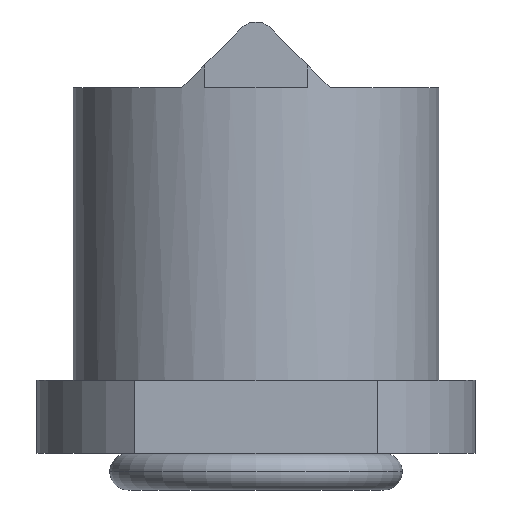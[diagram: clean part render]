
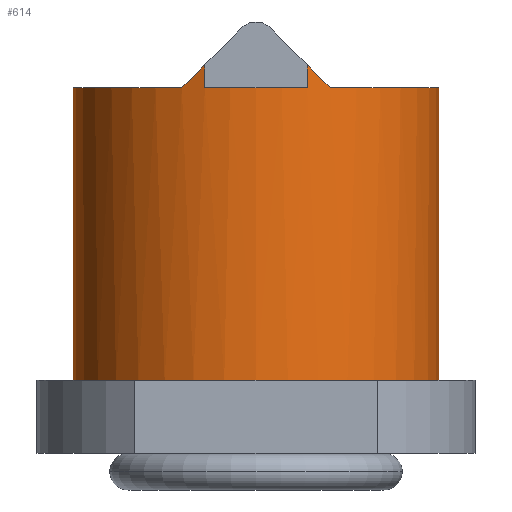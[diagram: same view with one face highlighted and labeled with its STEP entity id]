
A CAD part, front view. The second image highlights one B-rep face of the part: STEP entity #614.
In plain terms, the highlighted cylindrical face has radius 5 mm (diameter 10 mm), a partial arc.
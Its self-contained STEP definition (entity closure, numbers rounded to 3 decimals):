
#4 = CIRCLE ( 'NONE', #1210, 5. ) ;
#14 = LINE ( 'NONE', #967, #748 ) ;
#17 = DIRECTION ( 'NONE',  ( 0., 0., -1. ) ) ;
#20 = CARTESIAN_POINT ( 'NONE',  ( 2.028, -4.57, 0. ) ) ;
#36 = DIRECTION ( 'NONE',  ( -1., 0., 0. ) ) ;
#37 = EDGE_CURVE ( 'NONE', #1040, #331, #965, .T. ) ;
#47 = CARTESIAN_POINT ( 'NONE',  ( 1.4, -4.8, -1. ) ) ;
#74 = DIRECTION ( 'NONE',  ( 0., 0., -1. ) ) ;
#93 = CARTESIAN_POINT ( 'NONE',  ( -1.4, -4.8, 0. ) ) ;
#118 = VERTEX_POINT ( 'NONE', #637 ) ;
#125 = DIRECTION ( 'NONE',  ( 0., 0., 1. ) ) ;
#165 = EDGE_CURVE ( 'NONE', #1153, #645, #708, .T. ) ;
#167 = CARTESIAN_POINT ( 'NONE',  ( -1.824, -4.661, 0.204 ) ) ;
#171 = CARTESIAN_POINT ( 'NONE',  ( 5., 0., -8. ) ) ;
#184 = EDGE_CURVE ( 'NONE', #1016, #1245, #515, .T. ) ;
#228 = DIRECTION ( 'NONE',  ( -1., 0., 0. ) ) ;
#241 = EDGE_LOOP ( 'NONE', ( #545, #609, #589, #1261, #271, #1315, #372, #307, #845, #1267, #793 ) ) ;
#267 = DIRECTION ( 'NONE',  ( 0., 0., -1. ) ) ;
#271 = ORIENTED_EDGE ( 'NONE', *, *, #1457, .T. ) ;
#294 = CARTESIAN_POINT ( 'NONE',  ( 0., 0., 0. ) ) ;
#307 = ORIENTED_EDGE ( 'NONE', *, *, #1204, .T. ) ;
#316 = DIRECTION ( 'NONE',  ( 0., 0., -1. ) ) ;
#324 = EDGE_CURVE ( 'NONE', #951, #331, #1418, .T. ) ;
#331 = VERTEX_POINT ( 'NONE', #467 ) ;
#347 = CARTESIAN_POINT ( 'NONE',  ( 1.4, -4.8, 0. ) ) ;
#372 = ORIENTED_EDGE ( 'NONE', *, *, #1407, .F. ) ;
#379 = CARTESIAN_POINT ( 'NONE',  ( 0., 0., -8. ) ) ;
#398 = DIRECTION ( 'NONE',  ( -1., 0., 0. ) ) ;
#451 = EDGE_CURVE ( 'NONE', #1016, #1421, #14, .T. ) ;
#462 = DIRECTION ( 'NONE',  ( 0., 0., -1. ) ) ;
#467 = CARTESIAN_POINT ( 'NONE',  ( -5., 0., -8. ) ) ;
#508 = VERTEX_POINT ( 'NONE', #93 ) ;
#515 = CIRCLE ( 'NONE', #913, 5. ) ;
#516 = EDGE_CURVE ( 'NONE', #1153, #1245, #1065, .T. ) ;
#545 = ORIENTED_EDGE ( 'NONE', *, *, #451, .F. ) ;
#558 = CARTESIAN_POINT ( 'NONE',  ( -5., 0., -1. ) ) ;
#571 = CARTESIAN_POINT ( 'NONE',  ( -1.4, -4.8, -1. ) ) ;
#589 = ORIENTED_EDGE ( 'NONE', *, *, #516, .F. ) ;
#606 = AXIS2_PLACEMENT_3D ( 'NONE', #294, #1077, #398 ) ;
#609 = ORIENTED_EDGE ( 'NONE', *, *, #184, .T. ) ;
#613 = CARTESIAN_POINT ( 'NONE',  ( -1.4, -4.8, 0.628 ) ) ;
#614 = ADVANCED_FACE ( 'NONE', ( #762 ), #663, .T. ) ;
#633 = CARTESIAN_POINT ( 'NONE',  ( 0., -5., -8. ) ) ;
#637 = CARTESIAN_POINT ( 'NONE',  ( -1.4, -4.8, 0.628 ) ) ;
#640 = CARTESIAN_POINT ( 'NONE',  ( 1.614, -4.737, 0.414 ) ) ;
#645 = VERTEX_POINT ( 'NONE', #347 ) ;
#660 = VECTOR ( 'NONE', #316, 1000. ) ;
#663 = CYLINDRICAL_SURFACE ( 'NONE', #838, 5. ) ;
#683 = CARTESIAN_POINT ( 'NONE',  ( 0., 0., 0. ) ) ;
#690 = CARTESIAN_POINT ( 'NONE',  ( -2.028, -4.57, 0. ) ) ;
#702 = DIRECTION ( 'NONE',  ( 0., 0., -1. ) ) ;
#708 = LINE ( 'NONE', #47, #660 ) ;
#748 = VECTOR ( 'NONE', #74, 1000. ) ;
#762 = FACE_OUTER_BOUND ( 'NONE', #241, .T. ) ;
#776 = CARTESIAN_POINT ( 'NONE',  ( -5., 0., 0. ) ) ;
#793 = ORIENTED_EDGE ( 'NONE', *, *, #1304, .F. ) ;
#813 = DIRECTION ( 'NONE',  ( -1., 0., 0. ) ) ;
#821 = VECTOR ( 'NONE', #125, 1000. ) ;
#838 = AXIS2_PLACEMENT_3D ( 'NONE', #1353, #1006, #1252 ) ;
#845 = ORIENTED_EDGE ( 'NONE', *, *, #37, .T. ) ;
#913 = AXIS2_PLACEMENT_3D ( 'NONE', #928, #1401, #1180 ) ;
#928 = CARTESIAN_POINT ( 'NONE',  ( 0., 0., 0. ) ) ;
#951 = VERTEX_POINT ( 'NONE', #633 ) ;
#953 = CARTESIAN_POINT ( 'NONE',  ( -2.028, -4.57, 0. ) ) ;
#965 = LINE ( 'NONE', #558, #1328 ) ;
#967 = CARTESIAN_POINT ( 'NONE',  ( 5., 0., -1. ) ) ;
#1006 = DIRECTION ( 'NONE',  ( 0., 0., -1. ) ) ;
#1016 = VERTEX_POINT ( 'NONE', #1444 ) ;
#1020 = LINE ( 'NONE', #571, #821 ) ;
#1040 = VERTEX_POINT ( 'NONE', #776 ) ;
#1065 =( BOUNDED_CURVE ( )  B_SPLINE_CURVE ( 3, ( #1439, #640, #1107, #1222 ),
 .UNSPECIFIED., .F., .T. ) 
 B_SPLINE_CURVE_WITH_KNOTS ( ( 4, 4 ),
 ( 4.996, 5.13 ),
 .UNSPECIFIED. ) 
 CURVE ( )  GEOMETRIC_REPRESENTATION_ITEM ( )  RATIONAL_B_SPLINE_CURVE ( ( 1., 0.999, 0.999, 1. ) ) 
 REPRESENTATION_ITEM ( '' )  );
#1067 = AXIS2_PLACEMENT_3D ( 'NONE', #1387, #702, #36 ) ;
#1077 = DIRECTION ( 'NONE',  ( 0., 0., -1. ) ) ;
#1107 = CARTESIAN_POINT ( 'NONE',  ( 1.824, -4.661, 0.204 ) ) ;
#1123 = CARTESIAN_POINT ( 'NONE',  ( 1.4, -4.8, 0.628 ) ) ;
#1153 = VERTEX_POINT ( 'NONE', #1123 ) ;
#1177 = CIRCLE ( 'NONE', #606, 5. ) ;
#1180 = DIRECTION ( 'NONE',  ( -1., 0., 0. ) ) ;
#1187 = AXIS2_PLACEMENT_3D ( 'NONE', #379, #267, #228 ) ;
#1204 = EDGE_CURVE ( 'NONE', #1226, #1040, #4, .T. ) ;
#1210 = AXIS2_PLACEMENT_3D ( 'NONE', #683, #17, #813 ) ;
#1222 = CARTESIAN_POINT ( 'NONE',  ( 2.028, -4.57, 0. ) ) ;
#1226 = VERTEX_POINT ( 'NONE', #690 ) ;
#1230 = EDGE_CURVE ( 'NONE', #508, #118, #1020, .T. ) ;
#1243 = CIRCLE ( 'NONE', #1067, 5. ) ;
#1245 = VERTEX_POINT ( 'NONE', #20 ) ;
#1252 = DIRECTION ( 'NONE',  ( -1., 0., 0. ) ) ;
#1261 = ORIENTED_EDGE ( 'NONE', *, *, #165, .T. ) ;
#1267 = ORIENTED_EDGE ( 'NONE', *, *, #324, .F. ) ;
#1300 = CARTESIAN_POINT ( 'NONE',  ( -1.614, -4.737, 0.414 ) ) ;
#1304 = EDGE_CURVE ( 'NONE', #1421, #951, #1243, .T. ) ;
#1306 =( BOUNDED_CURVE ( )  B_SPLINE_CURVE ( 3, ( #953, #167, #1300, #613 ),
 .UNSPECIFIED., .F., .T. ) 
 B_SPLINE_CURVE_WITH_KNOTS ( ( 4, 4 ),
 ( 1.153, 1.287 ),
 .UNSPECIFIED. ) 
 CURVE ( )  GEOMETRIC_REPRESENTATION_ITEM ( )  RATIONAL_B_SPLINE_CURVE ( ( 1., 0.999, 0.999, 1. ) ) 
 REPRESENTATION_ITEM ( '' )  );
#1315 = ORIENTED_EDGE ( 'NONE', *, *, #1230, .T. ) ;
#1328 = VECTOR ( 'NONE', #462, 1000. ) ;
#1353 = CARTESIAN_POINT ( 'NONE',  ( 0., 0., -1. ) ) ;
#1387 = CARTESIAN_POINT ( 'NONE',  ( 0., 0., -8. ) ) ;
#1401 = DIRECTION ( 'NONE',  ( 0., 0., -1. ) ) ;
#1407 = EDGE_CURVE ( 'NONE', #1226, #118, #1306, .T. ) ;
#1418 = CIRCLE ( 'NONE', #1187, 5. ) ;
#1421 = VERTEX_POINT ( 'NONE', #171 ) ;
#1439 = CARTESIAN_POINT ( 'NONE',  ( 1.4, -4.8, 0.628 ) ) ;
#1444 = CARTESIAN_POINT ( 'NONE',  ( 5., 0., 0. ) ) ;
#1457 = EDGE_CURVE ( 'NONE', #645, #508, #1177, .T. ) ;
